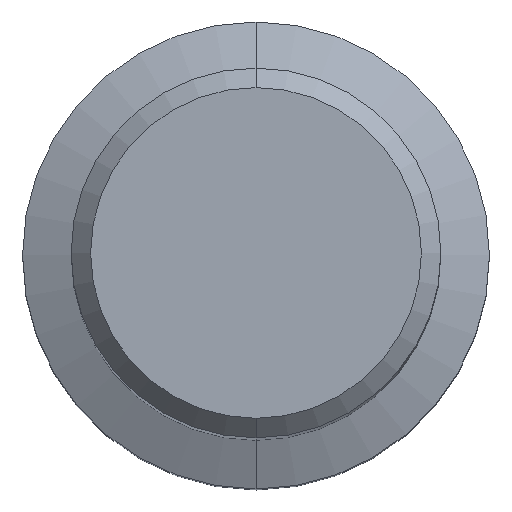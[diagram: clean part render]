
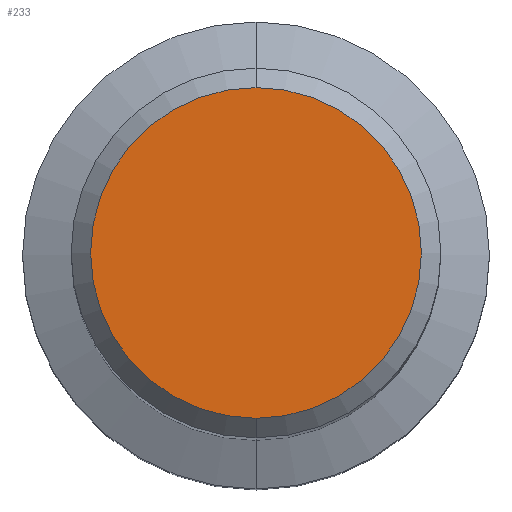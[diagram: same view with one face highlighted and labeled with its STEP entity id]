
A CAD part, top view. The second image highlights one B-rep face of the part: STEP entity #233.
In plain terms, the highlighted planar face has unit normal (0, 0, 1).
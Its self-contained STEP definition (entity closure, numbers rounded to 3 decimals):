
#233=ADVANCED_FACE('',(#591),#592,.T.);
#275=VERTEX_POINT('',#636);
#339=VERTEX_POINT('',#706);
#407=EDGE_CURVE('',#339,#275,#783,.T.);
#467=EDGE_CURVE('',#275,#339,#849,.T.);
#591=FACE_OUTER_BOUND('',#1030,.T.);
#592=PLANE('',#1031);
#636=CARTESIAN_POINT('',(0.,-8.5,0.0));
#706=CARTESIAN_POINT('',(0.0,8.5,0.0));
#783=CIRCLE('',#1419,8.5);
#849=CIRCLE('',#1546,8.5);
#1030=EDGE_LOOP('',(#1743,#1744));
#1031=AXIS2_PLACEMENT_3D('',#1745,#1746,#1747);
#1419=AXIS2_PLACEMENT_3D('',#1953,#1954,#1955);
#1546=AXIS2_PLACEMENT_3D('',#2035,#2036,#2037);
#1743=ORIENTED_EDGE('',*,*,#407,.F.);
#1744=ORIENTED_EDGE('',*,*,#467,.F.);
#1745=CARTESIAN_POINT('',(0.0,4.25,0.0));
#1746=DIRECTION('',(-0.0,0.0,1.0));
#1747=DIRECTION('',(0.0,-1.0,0.0));
#1953=CARTESIAN_POINT('',(0.0,0.0,0.0));
#1954=DIRECTION('',(0.0,0.0,-1.0));
#1955=DIRECTION('',(0.0,1.0,0.0));
#2035=CARTESIAN_POINT('',(0.0,0.0,0.0));
#2036=DIRECTION('',(0.0,0.0,-1.0));
#2037=DIRECTION('',(0.0,1.0,0.0));
